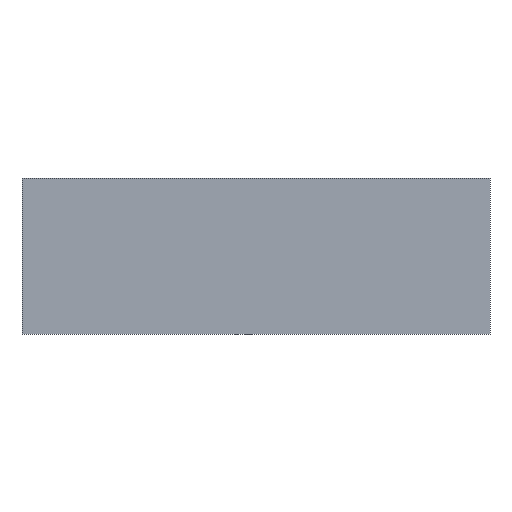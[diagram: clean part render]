
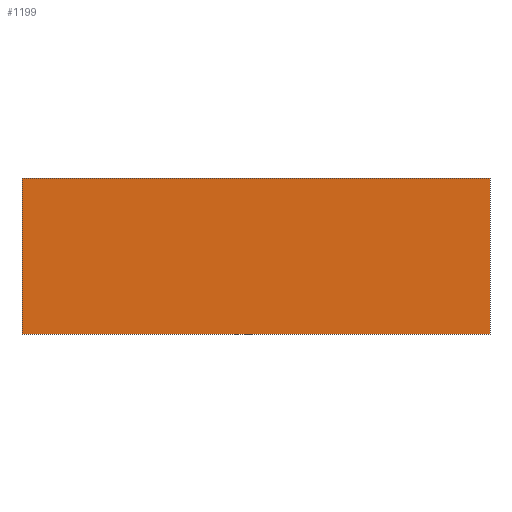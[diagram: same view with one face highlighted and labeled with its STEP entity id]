
A CAD part, front view. The second image highlights one B-rep face of the part: STEP entity #1199.
In plain terms, the highlighted planar face has unit normal (0, -1, 0).
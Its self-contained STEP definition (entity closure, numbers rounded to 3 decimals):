
#180=FACE_OUTER_BOUND('',#253,.T.);
#253=EDGE_LOOP('',(#1095,#1096,#1097,#1098));
#355=LINE('',#2294,#464);
#358=LINE('',#2299,#467);
#360=LINE('',#2303,#469);
#362=LINE('',#2306,#471);
#464=VECTOR('',#1412,10.);
#467=VECTOR('',#1417,10.);
#469=VECTOR('',#1421,10.);
#471=VECTOR('',#1425,10.);
#582=VERTEX_POINT('',#2292);
#583=VERTEX_POINT('',#2293);
#584=VERTEX_POINT('',#2298);
#585=VERTEX_POINT('',#2302);
#749=EDGE_CURVE('',#582,#583,#355,.T.);
#752=EDGE_CURVE('',#584,#582,#358,.T.);
#754=EDGE_CURVE('',#585,#584,#360,.T.);
#756=EDGE_CURVE('',#583,#585,#362,.T.);
#1095=ORIENTED_EDGE('',*,*,#756,.F.);
#1096=ORIENTED_EDGE('',*,*,#749,.F.);
#1097=ORIENTED_EDGE('',*,*,#752,.F.);
#1098=ORIENTED_EDGE('',*,*,#754,.F.);
#1133=PLANE('',#1248);
#1199=ADVANCED_FACE('',(#180),#1133,.F.);
#1248=AXIS2_PLACEMENT_3D('',#2308,#1428,#1429);
#1412=DIRECTION('',(-1.,0.,0.));
#1417=DIRECTION('',(0.,0.,-1.));
#1421=DIRECTION('',(1.,0.,0.));
#1425=DIRECTION('',(0.,0.,1.));
#1428=DIRECTION('center_axis',(0.,1.,0.));
#1429=DIRECTION('ref_axis',(1.,0.,0.));
#2292=CARTESIAN_POINT('',(60.,0.,-20.));
#2293=CARTESIAN_POINT('',(0.,0.,-20.));
#2294=CARTESIAN_POINT('',(60.,0.,-20.));
#2298=CARTESIAN_POINT('',(60.,0.,0.));
#2299=CARTESIAN_POINT('',(60.,0.,0.));
#2302=CARTESIAN_POINT('',(0.,0.,0.));
#2303=CARTESIAN_POINT('',(0.,0.,0.));
#2306=CARTESIAN_POINT('',(0.,0.,-20.));
#2308=CARTESIAN_POINT('Origin',(30.061,0.,-9.984));
